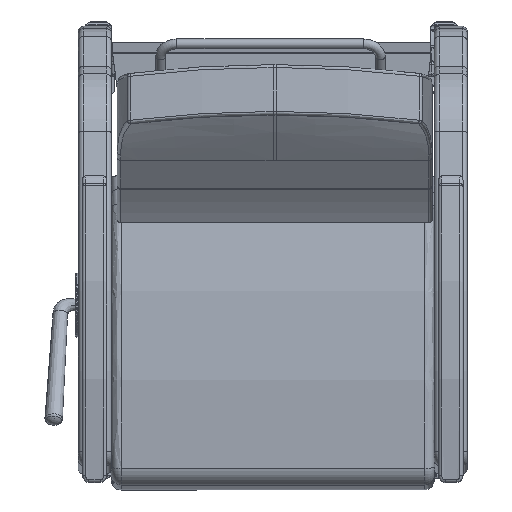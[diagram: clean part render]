
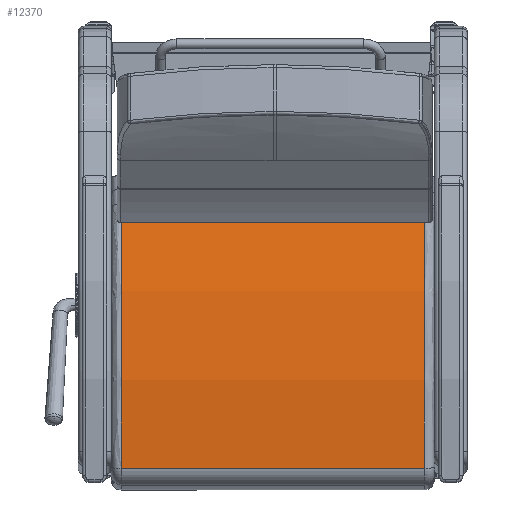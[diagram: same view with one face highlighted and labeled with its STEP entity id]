
A CAD part, front view. The second image highlights one B-rep face of the part: STEP entity #12370.
In plain terms, the highlighted free-form (B-spline) face has degree [1, 2] with [2, 3] control points.
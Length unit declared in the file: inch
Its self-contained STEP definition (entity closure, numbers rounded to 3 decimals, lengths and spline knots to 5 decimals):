
#418=(
BOUNDED_SURFACE()
B_SPLINE_SURFACE(1,2,((#35912,#35913,#35914),(#35915,#35916,#35917)),
 .UNSPECIFIED.,.F.,.F.,.F.)
B_SPLINE_SURFACE_WITH_KNOTS((2,2),(3,3),(-0.19254,0.19254),
(1.36178,1.69928),.UNSPECIFIED.)
GEOMETRIC_REPRESENTATION_ITEM()
RATIONAL_B_SPLINE_SURFACE(((1.,0.986,1.),(1.,0.986,
1.)))
REPRESENTATION_ITEM('')
SURFACE()
);
#811=ELLIPSE('',#14206,60.05357,60.);
#821=ELLIPSE('',#14234,60.05357,60.);
#1977=LINE('',#35910,#2714);
#1978=LINE('',#35919,#2715);
#2714=VECTOR('',#18137,0.3937);
#2715=VECTOR('',#18140,0.3937);
#3504=FACE_OUTER_BOUND('',#4395,.T.);
#4395=EDGE_LOOP('',(#11460,#11461,#11462,#11463));
#6377=VERTEX_POINT('',#35702);
#6378=VERTEX_POINT('',#35703);
#6403=VERTEX_POINT('',#35909);
#6404=VERTEX_POINT('',#35918);
#8057=EDGE_CURVE('',#6377,#6378,#811,.T.);
#8095=EDGE_CURVE('',#6378,#6403,#1977,.T.);
#8097=EDGE_CURVE('',#6377,#6404,#1978,.T.);
#8098=EDGE_CURVE('',#6403,#6404,#821,.T.);
#11460=ORIENTED_EDGE('',*,*,#8057,.F.);
#11461=ORIENTED_EDGE('',*,*,#8097,.T.);
#11462=ORIENTED_EDGE('',*,*,#8098,.F.);
#11463=ORIENTED_EDGE('',*,*,#8095,.F.);
#12370=ADVANCED_FACE('',(#3504),#418,.F.);
#14206=AXIS2_PLACEMENT_3D('',#35704,#18069,#18070);
#14234=AXIS2_PLACEMENT_3D('',#35920,#18141,#18142);
#18069=DIRECTION('center_axis',(0.,0.,-1.));
#18070=DIRECTION('ref_axis',(1.,0.,0.));
#18137=DIRECTION('',(0.,0.,1.));
#18140=DIRECTION('',(0.,0.,1.));
#18141=DIRECTION('center_axis',(0.,0.,1.));
#18142=DIRECTION('ref_axis',(1.,0.,0.));
#35702=CARTESIAN_POINT('',(-10.04459,1.25621,-11.5625));
#35703=CARTESIAN_POINT('',(10.1114,0.44486,-11.5625));
#35704=CARTESIAN_POINT('Origin',(-2.34979,-58.24922,-11.5625));
#35909=CARTESIAN_POINT('',(10.1114,0.44486,11.5625));
#35910=CARTESIAN_POINT('',(10.1114,0.44486,0.));
#35912=CARTESIAN_POINT('Ctrl Pts',(10.1114,0.44486,-11.5625));
#35913=CARTESIAN_POINT('Ctrl Pts',(0.10258,2.56602,-11.5625));
#35914=CARTESIAN_POINT('Ctrl Pts',(-10.04459,1.25621,-11.5625));
#35915=CARTESIAN_POINT('Ctrl Pts',(10.1114,0.44486,11.5625));
#35916=CARTESIAN_POINT('Ctrl Pts',(0.10258,2.56602,11.5625));
#35917=CARTESIAN_POINT('Ctrl Pts',(-10.04459,1.25621,11.5625));
#35918=CARTESIAN_POINT('',(-10.04459,1.25621,11.5625));
#35919=CARTESIAN_POINT('',(-10.04459,1.25621,0.));
#35920=CARTESIAN_POINT('Origin',(-2.34979,-58.24922,11.5625));
